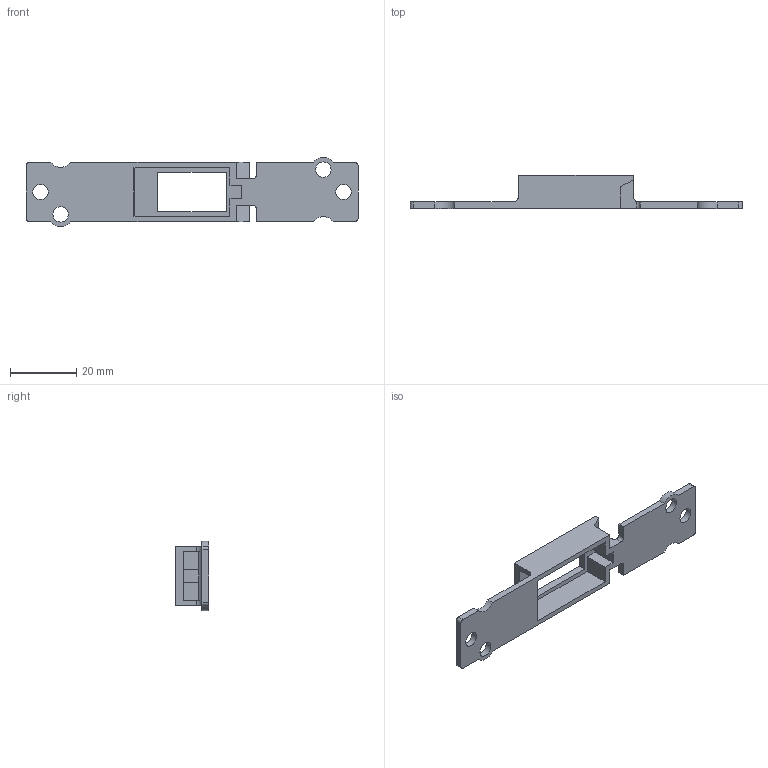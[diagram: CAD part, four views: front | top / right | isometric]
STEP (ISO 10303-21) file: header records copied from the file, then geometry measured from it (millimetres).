
FILE_DESCRIPTION (( 'STEP AP214' ), '1' );
FILE_NAME ('01.03.03.07 Ïåðåõîäíèê ñ ÀÅ1031 íà ÂÀ47-29(íåãîðþ÷.ïëàñòèê) ÈÝÊ.STEP', '2017-03-20T15:01:21', ( 'user' ), ( '' ), 'SwSTEP 2.0', 'SolidWorks 2014', '' );
FILE_SCHEMA (( 'AUTOMOTIVE_DESIGN' ));
Length unit declared in the file: millimetre
Products named in the file (1): 01.03.03.07 Ïåðåõîäíèê ñ ÀÅ1031 íà ÂÀ47-29(íåãîðþ÷.ïëàñòèê) ÈÝÊ
Bounding box: 100.5 x 10 x 20.97 mm (x, y, z)
Volume: 4185.9 mm3; surface area: 5119.9 mm2
Topology: 1 solids, 1 shells, 53 faces, 156 edges, 104 vertices
Faces by surface type: plane 37, cylinder 16
Full cylindrical faces by diameter (mm): 4.7 x4
Entity records: 1808 total; most frequent: CARTESIAN_POINT 320, ORIENTED_EDGE 304, DIRECTION 292, EDGE_CURVE 152, VECTOR 116, LINE 116, VERTEX_POINT 104, AXIS2_PLACEMENT_3D 88
